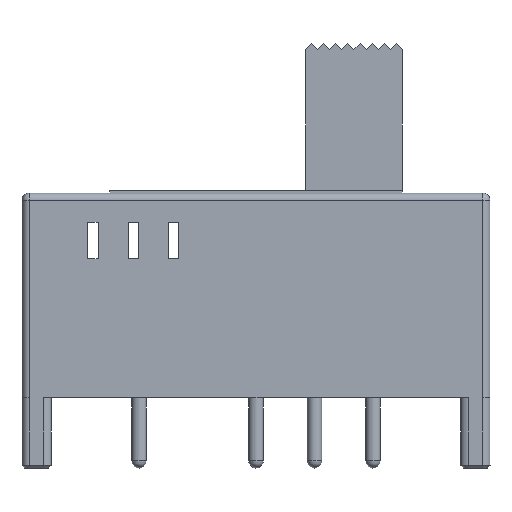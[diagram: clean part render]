
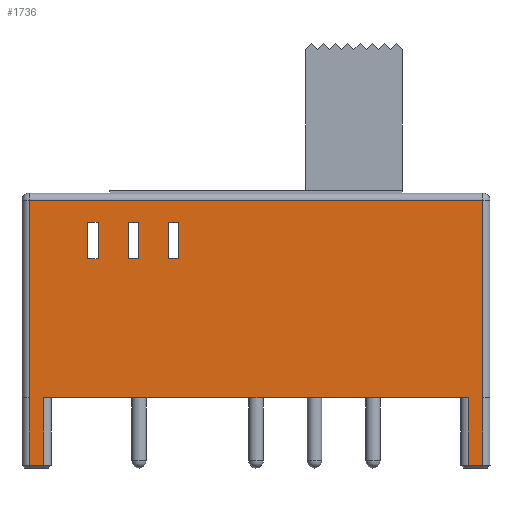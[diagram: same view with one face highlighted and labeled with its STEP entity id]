
A CAD part, left-side view. The second image highlights one B-rep face of the part: STEP entity #1736.
In plain terms, the highlighted planar face has unit normal (-1, 0, 0).
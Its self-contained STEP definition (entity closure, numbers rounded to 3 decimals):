
#43=FACE_BOUND('',#255,.T.);
#44=FACE_BOUND('',#256,.T.);
#45=FACE_BOUND('',#257,.T.);
#50=PLANE('',#1887);
#141=FACE_OUTER_BOUND('',#254,.T.);
#254=EDGE_LOOP('',(#1243,#1244,#1245,#1246,#1247,#1248,#1249,#1250,#1251,
#1252));
#255=EDGE_LOOP('',(#1253,#1254,#1255,#1256));
#256=EDGE_LOOP('',(#1257,#1258,#1259,#1260));
#257=EDGE_LOOP('',(#1261,#1262,#1263,#1264));
#368=LINE('',#2614,#553);
#374=LINE('',#2633,#559);
#375=LINE('',#2637,#560);
#376=LINE('',#2639,#561);
#377=LINE('',#2641,#562);
#378=LINE('',#2643,#563);
#379=LINE('',#2645,#564);
#380=LINE('',#2647,#565);
#381=LINE('',#2649,#566);
#382=LINE('',#2650,#567);
#383=LINE('',#2653,#568);
#384=LINE('',#2655,#569);
#385=LINE('',#2657,#570);
#386=LINE('',#2658,#571);
#387=LINE('',#2661,#572);
#388=LINE('',#2663,#573);
#389=LINE('',#2665,#574);
#390=LINE('',#2666,#575);
#391=LINE('',#2669,#576);
#392=LINE('',#2671,#577);
#393=LINE('',#2673,#578);
#394=LINE('',#2674,#579);
#553=VECTOR('',#2077,10.);
#559=VECTOR('',#2101,10.);
#560=VECTOR('',#2106,10.);
#561=VECTOR('',#2107,10.);
#562=VECTOR('',#2108,10.);
#563=VECTOR('',#2109,10.);
#564=VECTOR('',#2110,10.);
#565=VECTOR('',#2111,10.);
#566=VECTOR('',#2112,10.);
#567=VECTOR('',#2113,10.);
#568=VECTOR('',#2114,10.);
#569=VECTOR('',#2115,10.);
#570=VECTOR('',#2116,10.);
#571=VECTOR('',#2117,10.);
#572=VECTOR('',#2118,10.);
#573=VECTOR('',#2119,10.);
#574=VECTOR('',#2120,10.);
#575=VECTOR('',#2121,10.);
#576=VECTOR('',#2122,10.);
#577=VECTOR('',#2123,10.);
#578=VECTOR('',#2124,10.);
#579=VECTOR('',#2125,10.);
#806=VERTEX_POINT('',#2611);
#807=VERTEX_POINT('',#2613);
#811=VERTEX_POINT('',#2632);
#812=VERTEX_POINT('',#2636);
#813=VERTEX_POINT('',#2638);
#814=VERTEX_POINT('',#2640);
#815=VERTEX_POINT('',#2642);
#816=VERTEX_POINT('',#2644);
#817=VERTEX_POINT('',#2646);
#818=VERTEX_POINT('',#2648);
#819=VERTEX_POINT('',#2651);
#820=VERTEX_POINT('',#2652);
#821=VERTEX_POINT('',#2654);
#822=VERTEX_POINT('',#2656);
#823=VERTEX_POINT('',#2659);
#824=VERTEX_POINT('',#2660);
#825=VERTEX_POINT('',#2662);
#826=VERTEX_POINT('',#2664);
#827=VERTEX_POINT('',#2667);
#828=VERTEX_POINT('',#2668);
#829=VERTEX_POINT('',#2670);
#830=VERTEX_POINT('',#2672);
#969=EDGE_CURVE('',#806,#807,#368,.T.);
#979=EDGE_CURVE('',#807,#811,#374,.T.);
#981=EDGE_CURVE('',#812,#806,#375,.T.);
#982=EDGE_CURVE('',#812,#813,#376,.T.);
#983=EDGE_CURVE('',#814,#813,#377,.T.);
#984=EDGE_CURVE('',#815,#814,#378,.T.);
#985=EDGE_CURVE('',#816,#815,#379,.T.);
#986=EDGE_CURVE('',#816,#817,#380,.T.);
#987=EDGE_CURVE('',#818,#817,#381,.T.);
#988=EDGE_CURVE('',#811,#818,#382,.T.);
#989=EDGE_CURVE('',#819,#820,#383,.T.);
#990=EDGE_CURVE('',#820,#821,#384,.T.);
#991=EDGE_CURVE('',#821,#822,#385,.T.);
#992=EDGE_CURVE('',#822,#819,#386,.T.);
#993=EDGE_CURVE('',#823,#824,#387,.T.);
#994=EDGE_CURVE('',#824,#825,#388,.T.);
#995=EDGE_CURVE('',#825,#826,#389,.T.);
#996=EDGE_CURVE('',#826,#823,#390,.T.);
#997=EDGE_CURVE('',#827,#828,#391,.T.);
#998=EDGE_CURVE('',#828,#829,#392,.T.);
#999=EDGE_CURVE('',#829,#830,#393,.T.);
#1000=EDGE_CURVE('',#830,#827,#394,.T.);
#1243=ORIENTED_EDGE('',*,*,#969,.F.);
#1244=ORIENTED_EDGE('',*,*,#981,.F.);
#1245=ORIENTED_EDGE('',*,*,#982,.T.);
#1246=ORIENTED_EDGE('',*,*,#983,.F.);
#1247=ORIENTED_EDGE('',*,*,#984,.F.);
#1248=ORIENTED_EDGE('',*,*,#985,.F.);
#1249=ORIENTED_EDGE('',*,*,#986,.T.);
#1250=ORIENTED_EDGE('',*,*,#987,.F.);
#1251=ORIENTED_EDGE('',*,*,#988,.F.);
#1252=ORIENTED_EDGE('',*,*,#979,.F.);
#1253=ORIENTED_EDGE('',*,*,#989,.T.);
#1254=ORIENTED_EDGE('',*,*,#990,.T.);
#1255=ORIENTED_EDGE('',*,*,#991,.T.);
#1256=ORIENTED_EDGE('',*,*,#992,.T.);
#1257=ORIENTED_EDGE('',*,*,#993,.T.);
#1258=ORIENTED_EDGE('',*,*,#994,.T.);
#1259=ORIENTED_EDGE('',*,*,#995,.T.);
#1260=ORIENTED_EDGE('',*,*,#996,.T.);
#1261=ORIENTED_EDGE('',*,*,#997,.T.);
#1262=ORIENTED_EDGE('',*,*,#998,.T.);
#1263=ORIENTED_EDGE('',*,*,#999,.T.);
#1264=ORIENTED_EDGE('',*,*,#1000,.T.);
#1736=ADVANCED_FACE('',(#141,#43,#44,#45),#50,.T.);
#1887=AXIS2_PLACEMENT_3D('',#2635,#2104,#2105);
#2077=DIRECTION('',(0.,-1.,0.));
#2101=DIRECTION('',(0.,0.,-1.));
#2104=DIRECTION('center_axis',(-1.,0.,0.));
#2105=DIRECTION('ref_axis',(0.,-1.,0.));
#2106=DIRECTION('',(0.,0.,1.));
#2107=DIRECTION('',(0.,0.,-1.));
#2108=DIRECTION('',(0.,1.,0.));
#2109=DIRECTION('',(0.,0.,-1.));
#2110=DIRECTION('',(0.,1.,0.));
#2111=DIRECTION('',(0.,0.,-1.));
#2112=DIRECTION('',(0.,1.,0.));
#2113=DIRECTION('',(0.,0.,-1.));
#2114=DIRECTION('',(0.,0.,-1.));
#2115=DIRECTION('',(0.,1.,0.));
#2116=DIRECTION('',(0.,0.,1.));
#2117=DIRECTION('',(0.,-1.,0.));
#2118=DIRECTION('',(0.,0.,-1.));
#2119=DIRECTION('',(0.,1.,0.));
#2120=DIRECTION('',(0.,0.,1.));
#2121=DIRECTION('',(0.,-1.,0.));
#2122=DIRECTION('',(0.,1.,0.));
#2123=DIRECTION('',(0.,0.,1.));
#2124=DIRECTION('',(0.,-1.,0.));
#2125=DIRECTION('',(0.,0.,-1.));
#2611=CARTESIAN_POINT('',(-3.25,7.75,6.75));
#2613=CARTESIAN_POINT('',(-3.25,-7.75,6.75));
#2614=CARTESIAN_POINT('',(-3.25,4.,6.75));
#2632=CARTESIAN_POINT('',(-3.25,-7.75,0.));
#2633=CARTESIAN_POINT('',(-3.25,-7.75,0.));
#2635=CARTESIAN_POINT('Origin',(-3.25,8.,0.));
#2636=CARTESIAN_POINT('',(-3.25,7.75,0.));
#2637=CARTESIAN_POINT('',(-3.25,7.75,0.));
#2638=CARTESIAN_POINT('',(-3.25,7.75,-2.3));
#2639=CARTESIAN_POINT('',(-3.25,7.75,0.));
#2640=CARTESIAN_POINT('',(-3.25,7.25,-2.3));
#2641=CARTESIAN_POINT('',(-3.25,7.75,-2.3));
#2642=CARTESIAN_POINT('',(-3.25,7.25,0.));
#2643=CARTESIAN_POINT('',(-3.25,7.25,0.));
#2644=CARTESIAN_POINT('',(-3.25,-7.25,0.));
#2645=CARTESIAN_POINT('',(-3.25,-8.,0.));
#2646=CARTESIAN_POINT('',(-3.25,-7.25,-2.3));
#2647=CARTESIAN_POINT('',(-3.25,-7.25,0.));
#2648=CARTESIAN_POINT('',(-3.25,-7.75,-2.3));
#2649=CARTESIAN_POINT('',(-3.25,0.25,-2.3));
#2650=CARTESIAN_POINT('',(-3.25,-7.75,0.));
#2651=CARTESIAN_POINT('',(-3.25,2.65,6.));
#2652=CARTESIAN_POINT('',(-3.25,2.65,4.75));
#2653=CARTESIAN_POINT('',(-3.25,2.65,2.375));
#2654=CARTESIAN_POINT('',(-3.25,3.,4.75));
#2655=CARTESIAN_POINT('',(-3.25,5.5,4.75));
#2656=CARTESIAN_POINT('',(-3.25,3.,6.));
#2657=CARTESIAN_POINT('',(-3.25,3.,3.));
#2658=CARTESIAN_POINT('',(-3.25,5.325,6.));
#2659=CARTESIAN_POINT('',(-3.25,4.025,6.));
#2660=CARTESIAN_POINT('',(-3.25,4.025,4.75));
#2661=CARTESIAN_POINT('',(-3.25,4.025,2.375));
#2662=CARTESIAN_POINT('',(-3.25,4.375,4.75));
#2663=CARTESIAN_POINT('',(-3.25,6.188,4.75));
#2664=CARTESIAN_POINT('',(-3.25,4.375,6.));
#2665=CARTESIAN_POINT('',(-3.25,4.375,3.));
#2666=CARTESIAN_POINT('',(-3.25,6.013,6.));
#2667=CARTESIAN_POINT('',(-3.25,5.4,4.75));
#2668=CARTESIAN_POINT('',(-3.25,5.75,4.75));
#2669=CARTESIAN_POINT('',(-3.25,6.875,4.75));
#2670=CARTESIAN_POINT('',(-3.25,5.75,6.));
#2671=CARTESIAN_POINT('',(-3.25,5.75,3.));
#2672=CARTESIAN_POINT('',(-3.25,5.4,6.));
#2673=CARTESIAN_POINT('',(-3.25,6.7,6.));
#2674=CARTESIAN_POINT('',(-3.25,5.4,2.375));
